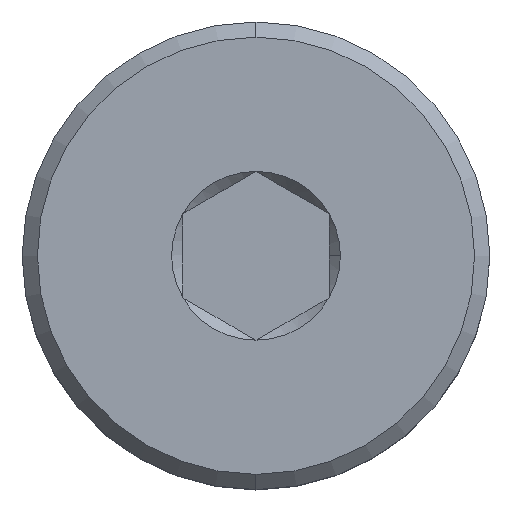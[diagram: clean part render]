
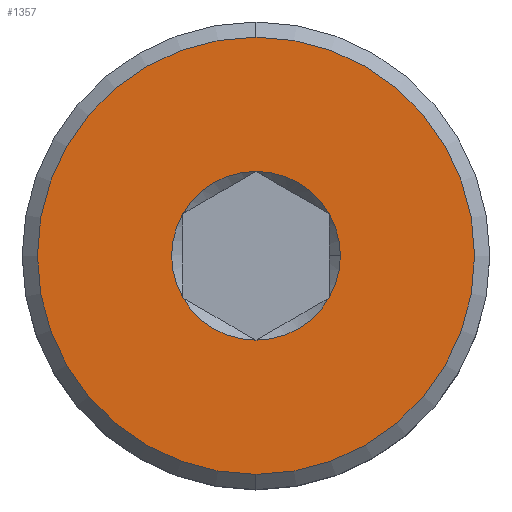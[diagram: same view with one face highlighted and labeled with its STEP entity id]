
A CAD part, top view. The second image highlights one B-rep face of the part: STEP entity #1357.
In plain terms, the highlighted planar face has unit normal (0, 0, 1).
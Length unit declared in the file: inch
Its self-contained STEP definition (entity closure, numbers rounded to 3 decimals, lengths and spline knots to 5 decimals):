
#9 = DIRECTION ( 'NONE',  ( 1., 0., 0. ) ) ;
#34 = EDGE_CURVE ( 'NONE', #1191, #39, #620, .T. ) ;
#39 = VERTEX_POINT ( 'NONE', #602 ) ;
#80 = ORIENTED_EDGE ( 'NONE', *, *, #34, .F. ) ;
#100 = AXIS2_PLACEMENT_3D ( 'NONE', #1275, #1688, #551 ) ;
#101 = EDGE_CURVE ( 'NONE', #573, #1111, #192, .T. ) ;
#106 = ORIENTED_EDGE ( 'NONE', *, *, #1754, .T. ) ;
#123 = CIRCLE ( 'NONE', #391, 0.04511 ) ;
#145 = CARTESIAN_POINT ( 'NONE',  ( 0., 0., 0. ) ) ;
#156 = DIRECTION ( 'NONE',  ( 0., 0., 1. ) ) ;
#177 = DIRECTION ( 'NONE',  ( 0., 0., 1. ) ) ;
#185 = ORIENTED_EDGE ( 'NONE', *, *, #501, .F. ) ;
#188 = FACE_OUTER_BOUND ( 'NONE', #595, .T. ) ;
#191 = DIRECTION ( 'NONE',  ( 1., 0., 0. ) ) ;
#192 = CIRCLE ( 'NONE', #1679, 0.04511 ) ;
#207 = DIRECTION ( 'NONE',  ( 1., 0., 0. ) ) ;
#273 = DIRECTION ( 'NONE',  ( 1., 0., 0. ) ) ;
#309 = ORIENTED_EDGE ( 'NONE', *, *, #101, .F. ) ;
#323 = CIRCLE ( 'NONE', #1792, 0.11687 ) ;
#338 = ORIENTED_EDGE ( 'NONE', *, *, #353, .F. ) ;
#353 = EDGE_CURVE ( 'NONE', #39, #1839, #1122, .T. ) ;
#361 = DIRECTION ( 'NONE',  ( 1., 0., 0. ) ) ;
#380 = CARTESIAN_POINT ( 'NONE',  ( 0., -0.11688, 0. ) ) ;
#391 = AXIS2_PLACEMENT_3D ( 'NONE', #1662, #646, #207 ) ;
#415 = CIRCLE ( 'NONE', #954, 0.11687 ) ;
#417 = CARTESIAN_POINT ( 'NONE',  ( -0.03906, -0.02255, 0. ) ) ;
#484 = EDGE_CURVE ( 'NONE', #1390, #1235, #701, .T. ) ;
#493 = DIRECTION ( 'NONE',  ( 0., -1., 0. ) ) ;
#501 = EDGE_CURVE ( 'NONE', #1111, #1390, #123, .T. ) ;
#512 = CARTESIAN_POINT ( 'NONE',  ( 0., 0., 0. ) ) ;
#524 = ORIENTED_EDGE ( 'NONE', *, *, #1021, .F. ) ;
#551 = DIRECTION ( 'NONE',  ( 1., 0., 0. ) ) ;
#573 = VERTEX_POINT ( 'NONE', #1791 ) ;
#595 = EDGE_LOOP ( 'NONE', ( #106, #1526 ) ) ;
#602 = CARTESIAN_POINT ( 'NONE',  ( 0.03906, -0.02255, 0. ) ) ;
#620 = CIRCLE ( 'NONE', #1119, 0.04511 ) ;
#646 = DIRECTION ( 'NONE',  ( 0., 0., 1. ) ) ;
#648 = DIRECTION ( 'NONE',  ( 0., 0., 1. ) ) ;
#652 = CARTESIAN_POINT ( 'NONE',  ( 0., 0., 0. ) ) ;
#669 = VERTEX_POINT ( 'NONE', #380 ) ;
#695 = AXIS2_PLACEMENT_3D ( 'NONE', #1665, #1651, #1372 ) ;
#701 = CIRCLE ( 'NONE', #1772, 0.04511 ) ;
#854 = DIRECTION ( 'NONE',  ( 0., 0., 1. ) ) ;
#872 = AXIS2_PLACEMENT_3D ( 'NONE', #652, #1220, #361 ) ;
#891 = CARTESIAN_POINT ( 'NONE',  ( 0., 0., 0. ) ) ;
#941 = FACE_BOUND ( 'NONE', #1208, .T. ) ;
#954 = AXIS2_PLACEMENT_3D ( 'NONE', #1043, #648, #493 ) ;
#1021 = EDGE_CURVE ( 'NONE', #1235, #1191, #1765, .T. ) ;
#1043 = CARTESIAN_POINT ( 'NONE',  ( 0., 0., 0. ) ) ;
#1085 = DIRECTION ( 'NONE',  ( 0., 0., 1. ) ) ;
#1111 = VERTEX_POINT ( 'NONE', #1258 ) ;
#1119 = AXIS2_PLACEMENT_3D ( 'NONE', #1313, #854, #273 ) ;
#1122 = CIRCLE ( 'NONE', #100, 0.04511 ) ;
#1185 = CARTESIAN_POINT ( 'NONE',  ( 0., 0.11688, 0. ) ) ;
#1191 = VERTEX_POINT ( 'NONE', #1691 ) ;
#1208 = EDGE_LOOP ( 'NONE', ( #80, #524, #1753, #185, #309, #1530, #338 ) ) ;
#1220 = DIRECTION ( 'NONE',  ( 0., 0., 1. ) ) ;
#1235 = VERTEX_POINT ( 'NONE', #417 ) ;
#1237 = EDGE_CURVE ( 'NONE', #1839, #573, #1544, .T. ) ;
#1258 = CARTESIAN_POINT ( 'NONE',  ( 0., 0.04511, 0. ) ) ;
#1275 = CARTESIAN_POINT ( 'NONE',  ( 0., 0., 0. ) ) ;
#1290 = CARTESIAN_POINT ( 'NONE',  ( 0.04511, 0., 0. ) ) ;
#1313 = CARTESIAN_POINT ( 'NONE',  ( 0., 0., 0. ) ) ;
#1332 = VERTEX_POINT ( 'NONE', #1185 ) ;
#1357 = ADVANCED_FACE ( 'NONE', ( #941, #188 ), #1381, .T. ) ;
#1372 = DIRECTION ( 'NONE',  ( 0., -1., 0. ) ) ;
#1381 = PLANE ( 'NONE',  #695 ) ;
#1390 = VERTEX_POINT ( 'NONE', #1640 ) ;
#1468 = DIRECTION ( 'NONE',  ( 0., -1., 0. ) ) ;
#1479 = DIRECTION ( 'NONE',  ( 0., 0., 1. ) ) ;
#1481 = CARTESIAN_POINT ( 'NONE',  ( 0., 0., 0. ) ) ;
#1526 = ORIENTED_EDGE ( 'NONE', *, *, #1884, .T. ) ;
#1530 = ORIENTED_EDGE ( 'NONE', *, *, #1237, .F. ) ;
#1544 = CIRCLE ( 'NONE', #1669, 0.04511 ) ;
#1590 = DIRECTION ( 'NONE',  ( 1., 0., 0. ) ) ;
#1640 = CARTESIAN_POINT ( 'NONE',  ( -0.03906, 0.02255, 0. ) ) ;
#1651 = DIRECTION ( 'NONE',  ( 0., 0., 1. ) ) ;
#1662 = CARTESIAN_POINT ( 'NONE',  ( 0., 0., 0. ) ) ;
#1665 = CARTESIAN_POINT ( 'NONE',  ( 0., 0., 0. ) ) ;
#1669 = AXIS2_PLACEMENT_3D ( 'NONE', #145, #156, #1590 ) ;
#1679 = AXIS2_PLACEMENT_3D ( 'NONE', #1481, #177, #9 ) ;
#1688 = DIRECTION ( 'NONE',  ( 0., 0., 1. ) ) ;
#1691 = CARTESIAN_POINT ( 'NONE',  ( 0., -0.04511, 0. ) ) ;
#1753 = ORIENTED_EDGE ( 'NONE', *, *, #484, .F. ) ;
#1754 = EDGE_CURVE ( 'NONE', #1332, #669, #323, .T. ) ;
#1765 = CIRCLE ( 'NONE', #872, 0.04511 ) ;
#1772 = AXIS2_PLACEMENT_3D ( 'NONE', #512, #1085, #191 ) ;
#1791 = CARTESIAN_POINT ( 'NONE',  ( 0.03906, 0.02255, 0. ) ) ;
#1792 = AXIS2_PLACEMENT_3D ( 'NONE', #891, #1479, #1468 ) ;
#1839 = VERTEX_POINT ( 'NONE', #1290 ) ;
#1884 = EDGE_CURVE ( 'NONE', #669, #1332, #415, .T. ) ;
